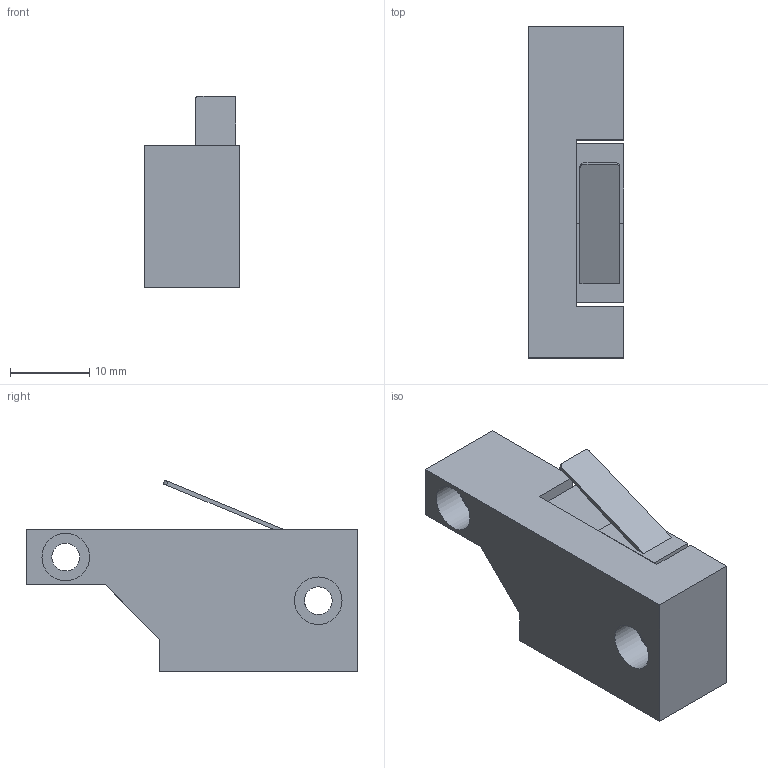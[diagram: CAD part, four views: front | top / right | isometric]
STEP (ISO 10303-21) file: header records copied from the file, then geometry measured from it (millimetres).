
FILE_DESCRIPTION(/* description */ (''),/* implementation_level */ '2;1');
FILE_NAME(/* name */ 'Limit switch(Mirror).step',/* time_stamp */ '2024-04-27T14:22:28+02:00',/* author */ (''),/* organization */ (''),/* preprocessor_version */ 'ST-DEVELOPER v20',/* originating_system */ 'Autodesk Translation Framework v12.20.1.177',/* authorisation */ '');
FILE_SCHEMA (('AUTOMOTIVE_DESIGN { 1 0 10303 214 3 1 1 }'));
Length unit declared in the file: millimetre
Products named in the file (5): Limit switch(Mirror); Limit_switch v1(Mirror); pins(Mirror); lever(Mirror); Limit switch holder(Mirror)
Assembly tree (4 placements, depth 3):
  Limit switch(Mirror)
    Limit_switch v1(Mirror)
      pins(Mirror)
      lever(Mirror)
    Limit switch holder(Mirror)
Bounding box: 12 x 41.88 x 24.23 mm (x, y, z)
Volume: 5812 mm3; surface area: 3913.8 mm2
Topology: 6 solids, 6 shells, 70 faces, 158 edges, 105 vertices
Faces by surface type: plane 58, cylinder 12
Full cylindrical faces by diameter (mm): 2 x2, 2.5 x2, 3.5 x2, 6 x2
Entity records: 2100 total; most frequent: DIRECTION 343, CARTESIAN_POINT 342, ORIENTED_EDGE 316, EDGE_CURVE 158, LINE 131, VECTOR 131, AXIS2_PLACEMENT_3D 106, VERTEX_POINT 105
